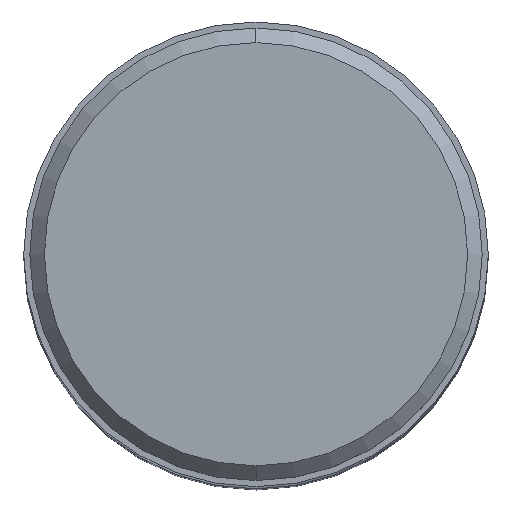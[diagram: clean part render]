
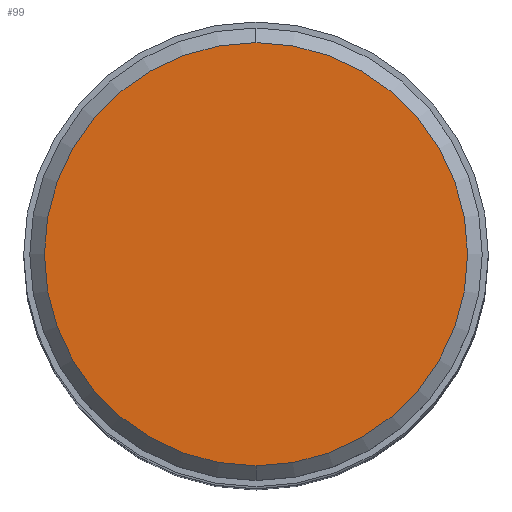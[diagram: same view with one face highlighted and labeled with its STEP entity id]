
A CAD part, top view. The second image highlights one B-rep face of the part: STEP entity #99.
In plain terms, the highlighted planar face has unit normal (0, 0, 1).
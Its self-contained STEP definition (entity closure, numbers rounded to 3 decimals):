
#57=PLANE('',#781);
#99=ADVANCED_FACE('',(#150),#57,.F.);
#150=FACE_OUTER_BOUND('',#192,.T.);
#192=EDGE_LOOP('',(#292,#293));
#292=ORIENTED_EDGE('',*,*,#462,.T.);
#293=ORIENTED_EDGE('',*,*,#463,.T.);
#400=VERTEX_POINT('',#1296);
#401=VERTEX_POINT('',#1297);
#462=EDGE_CURVE('',#400,#401,#550,.T.);
#463=EDGE_CURVE('',#401,#400,#551,.T.);
#550=CIRCLE('',#779,17.35);
#551=CIRCLE('',#780,17.35);
#779=AXIS2_PLACEMENT_3D('',#1295,#965,#966);
#780=AXIS2_PLACEMENT_3D('',#1298,#967,#968);
#781=AXIS2_PLACEMENT_3D('',#1299,#969,#970);
#965=DIRECTION('',(0.,0.,1.));
#966=DIRECTION('',(0.,1.,0.));
#967=DIRECTION('',(0.,0.,1.));
#968=DIRECTION('',(0.,-1.,0.));
#969=DIRECTION('',(0.,0.,-1.));
#970=DIRECTION('',(1.,0.,0.));
#1295=CARTESIAN_POINT('',(0.,0.,55.626));
#1296=CARTESIAN_POINT('',(0.,17.35,55.626));
#1297=CARTESIAN_POINT('',(0.,-17.35,55.626));
#1298=CARTESIAN_POINT('',(0.,0.,55.626));
#1299=CARTESIAN_POINT('',(0.,0.,55.626));
